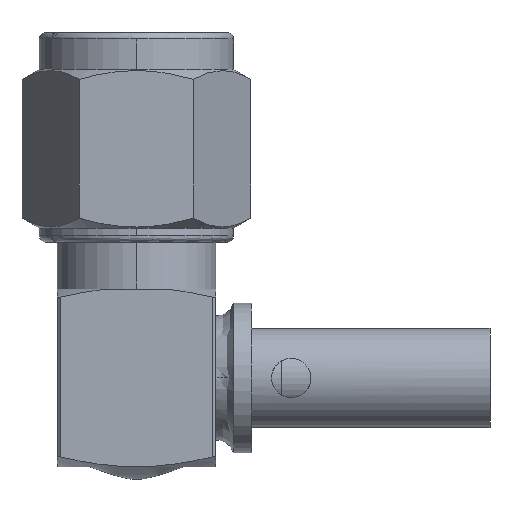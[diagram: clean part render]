
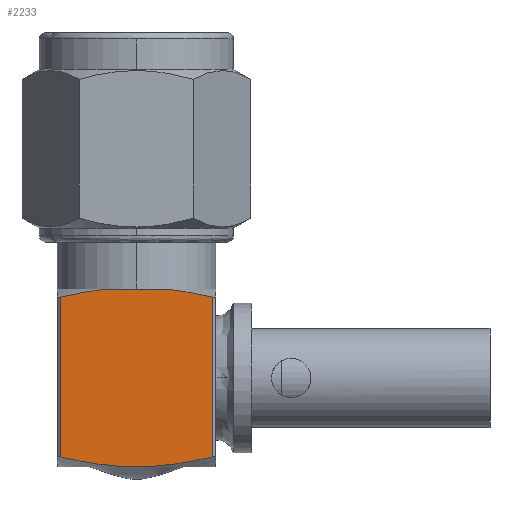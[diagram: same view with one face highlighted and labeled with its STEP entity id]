
A CAD part, left-side view. The second image highlights one B-rep face of the part: STEP entity #2233.
In plain terms, the highlighted planar face has unit normal (-1, 0, 0).
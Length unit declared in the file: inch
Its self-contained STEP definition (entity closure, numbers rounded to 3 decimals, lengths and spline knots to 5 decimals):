
#109 = CARTESIAN_POINT ( 'NONE',  ( -0.125, -0.04892, -0.285 ) ) ;
#131 = FACE_OUTER_BOUND ( 'NONE', #1526, .T. ) ;
#143 = VERTEX_POINT ( 'NONE', #1728 ) ;
#155 = CARTESIAN_POINT ( 'NONE',  ( -0.125, -0.12, -0.29769 ) ) ;
#311 = CARTESIAN_POINT ( 'NONE',  ( -0.125, 0.08048, -0.55821 ) ) ;
#329 = CARTESIAN_POINT ( 'NONE',  ( -0.125, 0.089, -0.285 ) ) ;
#358 = DIRECTION ( 'NONE',  ( 0., -1., 0. ) ) ;
#622 = EDGE_CURVE ( 'NONE', #2927, #3527, #3356, .T. ) ;
#639 = CARTESIAN_POINT ( 'NONE',  ( -0.125, 0.12, 0.17678 ) ) ;
#869 = LINE ( 'NONE', #3626, #2000 ) ;
#888 = CARTESIAN_POINT ( 'NONE',  ( -0.125, -0.0965, -0.2924 ) ) ;
#894 = DIRECTION ( 'NONE',  ( 0., 0., -1. ) ) ;
#969 = EDGE_CURVE ( 'NONE', #143, #2407, #4354, .T. ) ;
#1018 = CARTESIAN_POINT ( 'NONE',  ( -0.125, 0.04068, -0.565 ) ) ;
#1196 = CARTESIAN_POINT ( 'NONE',  ( -0.125, -0.12, -0.54931 ) ) ;
#1213 = AXIS2_PLACEMENT_3D ( 'NONE', #2022, #1321, #4474 ) ;
#1239 = CARTESIAN_POINT ( 'NONE',  ( -0.125, 0., -0.285 ) ) ;
#1269 = ORIENTED_EDGE ( 'NONE', *, *, #969, .F. ) ;
#1321 = DIRECTION ( 'NONE',  ( 1., 0., 0. ) ) ;
#1352 = VECTOR ( 'NONE', #358, 39.37008 ) ;
#1368 = CARTESIAN_POINT ( 'NONE',  ( -0.125, 0., -0.565 ) ) ;
#1508 = B_SPLINE_CURVE_WITH_KNOTS ( 'NONE', 3,
 ( #2168, #4615, #2542, #1368 ),
 .UNSPECIFIED., .F., .F.,
 ( 4, 4 ),
 ( 0., 0.00307 ),
 .UNSPECIFIED. ) ;
#1526 = EDGE_LOOP ( 'NONE', ( #4770, #1269, #2569, #2311, #5058, #2467, #4086, #3855 ) ) ;
#1615 = EDGE_CURVE ( 'NONE', #4017, #4199, #1508, .T. ) ;
#1620 = EDGE_CURVE ( 'NONE', #4445, #2927, #2192, .T. ) ;
#1728 = CARTESIAN_POINT ( 'NONE',  ( -0.125, -0.04892, -0.285 ) ) ;
#1869 = CARTESIAN_POINT ( 'NONE',  ( -0.125, 0., -0.285 ) ) ;
#1920 = DIRECTION ( 'NONE',  ( 0., 1., 0. ) ) ;
#2000 = VECTOR ( 'NONE', #894, 39.37008 ) ;
#2012 = VECTOR ( 'NONE', #1920, 39.37008 ) ;
#2022 = CARTESIAN_POINT ( 'NONE',  ( -0.125, 0., 0.17678 ) ) ;
#2049 = CARTESIAN_POINT ( 'NONE',  ( -0.125, -0.12, -0.29769 ) ) ;
#2157 = VECTOR ( 'NONE', #3786, 39.37008 ) ;
#2168 = CARTESIAN_POINT ( 'NONE',  ( -0.125, -0.12, -0.54931 ) ) ;
#2192 = LINE ( 'NONE', #639, #2157 ) ;
#2233 = ADVANCED_FACE ( 'NONE', ( #131 ), #3590, .F. ) ;
#2284 = CARTESIAN_POINT ( 'NONE',  ( -0.125, 0., -0.565 ) ) ;
#2311 = ORIENTED_EDGE ( 'NONE', *, *, #4027, .T. ) ;
#2363 = CARTESIAN_POINT ( 'NONE',  ( -0.125, 0.12, -0.29769 ) ) ;
#2407 = VERTEX_POINT ( 'NONE', #155 ) ;
#2467 = ORIENTED_EDGE ( 'NONE', *, *, #1620, .F. ) ;
#2542 = CARTESIAN_POINT ( 'NONE',  ( -0.125, -0.04068, -0.565 ) ) ;
#2569 = ORIENTED_EDGE ( 'NONE', *, *, #4023, .F. ) ;
#2600 = CARTESIAN_POINT ( 'NONE',  ( -0.125, 0.12, -0.54931 ) ) ;
#2640 = CARTESIAN_POINT ( 'NONE',  ( -0.125, 0.12, -0.29769 ) ) ;
#2760 = EDGE_CURVE ( 'NONE', #4199, #4445, #3752, .T. ) ;
#2810 = CARTESIAN_POINT ( 'NONE',  ( -0.125, -0.07286, -0.28784 ) ) ;
#2927 = VERTEX_POINT ( 'NONE', #2363 ) ;
#3007 = CARTESIAN_POINT ( 'NONE',  ( -0.125, 0.07286, -0.28784 ) ) ;
#3356 = B_SPLINE_CURVE_WITH_KNOTS ( 'NONE', 3,
 ( #2640, #3863, #3007, #4591 ),
 .UNSPECIFIED., .F., .F.,
 ( 4, 4 ),
 ( 0., 0.00183 ),
 .UNSPECIFIED. ) ;
#3509 = LINE ( 'NONE', #329, #2012 ) ;
#3527 = VERTEX_POINT ( 'NONE', #4185 ) ;
#3590 = PLANE ( 'NONE',  #1213 ) ;
#3626 = CARTESIAN_POINT ( 'NONE',  ( -0.125, -0.12, 0.17678 ) ) ;
#3752 = B_SPLINE_CURVE_WITH_KNOTS ( 'NONE', 3,
 ( #2284, #1018, #311, #2600 ),
 .UNSPECIFIED., .F., .F.,
 ( 4, 4 ),
 ( 0., 0.00307 ),
 .UNSPECIFIED. ) ;
#3786 = DIRECTION ( 'NONE',  ( 0., 0., 1. ) ) ;
#3815 = VERTEX_POINT ( 'NONE', #1239 ) ;
#3855 = ORIENTED_EDGE ( 'NONE', *, *, #1615, .F. ) ;
#3863 = CARTESIAN_POINT ( 'NONE',  ( -0.125, 0.0965, -0.2924 ) ) ;
#3896 = LINE ( 'NONE', #1869, #1352 ) ;
#4017 = VERTEX_POINT ( 'NONE', #1196 ) ;
#4023 = EDGE_CURVE ( 'NONE', #3815, #143, #3896, .T. ) ;
#4024 = CARTESIAN_POINT ( 'NONE',  ( -0.125, 0.12, -0.54931 ) ) ;
#4027 = EDGE_CURVE ( 'NONE', #3815, #3527, #3509, .T. ) ;
#4086 = ORIENTED_EDGE ( 'NONE', *, *, #2760, .F. ) ;
#4185 = CARTESIAN_POINT ( 'NONE',  ( -0.125, 0.04892, -0.285 ) ) ;
#4199 = VERTEX_POINT ( 'NONE', #4366 ) ;
#4354 = B_SPLINE_CURVE_WITH_KNOTS ( 'NONE', 3,
 ( #109, #2810, #888, #2049 ),
 .UNSPECIFIED., .F., .F.,
 ( 4, 4 ),
 ( 0., 0.00183 ),
 .UNSPECIFIED. ) ;
#4366 = CARTESIAN_POINT ( 'NONE',  ( -0.125, 0., -0.565 ) ) ;
#4445 = VERTEX_POINT ( 'NONE', #4024 ) ;
#4474 = DIRECTION ( 'NONE',  ( 0., 1., 0. ) ) ;
#4591 = CARTESIAN_POINT ( 'NONE',  ( -0.125, 0.04892, -0.285 ) ) ;
#4615 = CARTESIAN_POINT ( 'NONE',  ( -0.125, -0.08048, -0.55821 ) ) ;
#4761 = EDGE_CURVE ( 'NONE', #2407, #4017, #869, .T. ) ;
#4770 = ORIENTED_EDGE ( 'NONE', *, *, #4761, .F. ) ;
#5058 = ORIENTED_EDGE ( 'NONE', *, *, #622, .F. ) ;
